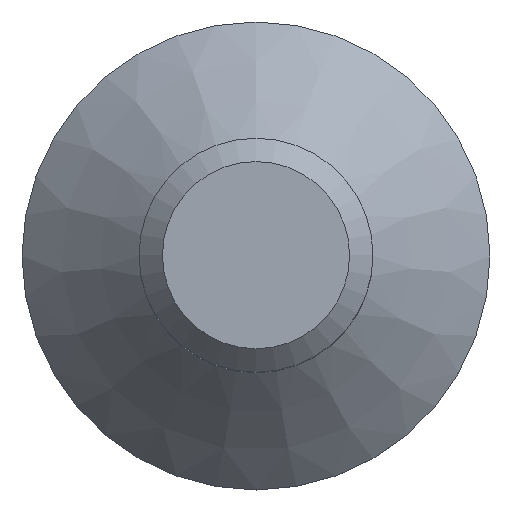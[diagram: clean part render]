
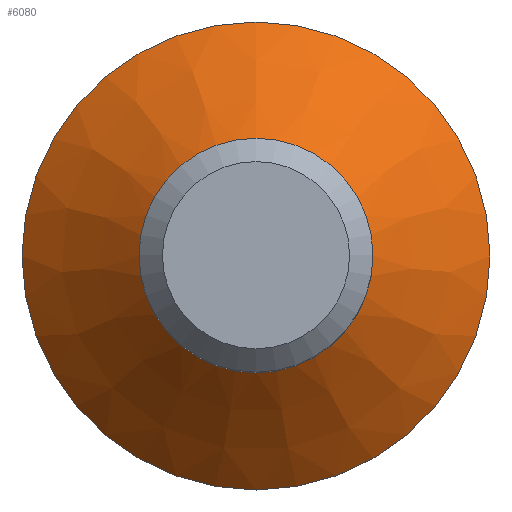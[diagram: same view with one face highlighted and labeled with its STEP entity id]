
A CAD part, top view. The second image highlights one B-rep face of the part: STEP entity #6080.
In plain terms, the highlighted conical face has half-angle 45 degrees and reference radius 8 mm.
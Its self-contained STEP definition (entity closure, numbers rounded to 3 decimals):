
#290 = ORIENTED_EDGE ( 'NONE', *, *, #3912, .T. ) ;
#419 = CARTESIAN_POINT ( 'NONE',  ( 0., 0., 0.4 ) ) ;
#846 = FACE_OUTER_BOUND ( 'NONE', #5316, .T. ) ;
#1116 = DIRECTION ( 'NONE',  ( 0., 1., 0. ) ) ;
#1223 = EDGE_LOOP ( 'NONE', ( #290 ) ) ;
#1637 = AXIS2_PLACEMENT_3D ( 'NONE', #7878, #13414, #1116 ) ;
#2621 = DIRECTION ( 'NONE',  ( 0., 0., -1. ) ) ;
#2773 = DIRECTION ( 'NONE',  ( 0., 1., 0. ) ) ;
#2902 = DIRECTION ( 'NONE',  ( 0., 0., -1. ) ) ;
#3912 = EDGE_CURVE ( 'NONE', #12258, #12258, #5482, .T. ) ;
#3974 = DIRECTION ( 'NONE',  ( 0., 1., 0. ) ) ;
#4554 = AXIS2_PLACEMENT_3D ( 'NONE', #8500, #2902, #3974 ) ;
#5316 = EDGE_LOOP ( 'NONE', ( #7094 ) ) ;
#5482 = CIRCLE ( 'NONE', #4554, 4. ) ;
#5911 = VERTEX_POINT ( 'NONE', #11782 ) ;
#6080 = ADVANCED_FACE ( 'NONE', ( #846, #14460 ), #14116, .T. ) ;
#7094 = ORIENTED_EDGE ( 'NONE', *, *, #13439, .F. ) ;
#7878 = CARTESIAN_POINT ( 'NONE',  ( 0., 0., 0.4 ) ) ;
#8142 = AXIS2_PLACEMENT_3D ( 'NONE', #419, #2621, #2773 ) ;
#8500 = CARTESIAN_POINT ( 'NONE',  ( 0., 0., 4.4 ) ) ;
#10607 = CARTESIAN_POINT ( 'NONE',  ( 0., 4., 4.4 ) ) ;
#11782 = CARTESIAN_POINT ( 'NONE',  ( 0., 8., 0.4 ) ) ;
#12258 = VERTEX_POINT ( 'NONE', #10607 ) ;
#13414 = DIRECTION ( 'NONE',  ( 0., 0., -1. ) ) ;
#13439 = EDGE_CURVE ( 'NONE', #5911, #5911, #13549, .T. ) ;
#13549 = CIRCLE ( 'NONE', #1637, 8. ) ;
#14116 = CONICAL_SURFACE ( 'NONE', #8142, 8., 0.785 ) ;
#14460 = FACE_BOUND ( 'NONE', #1223, .T. ) ;
